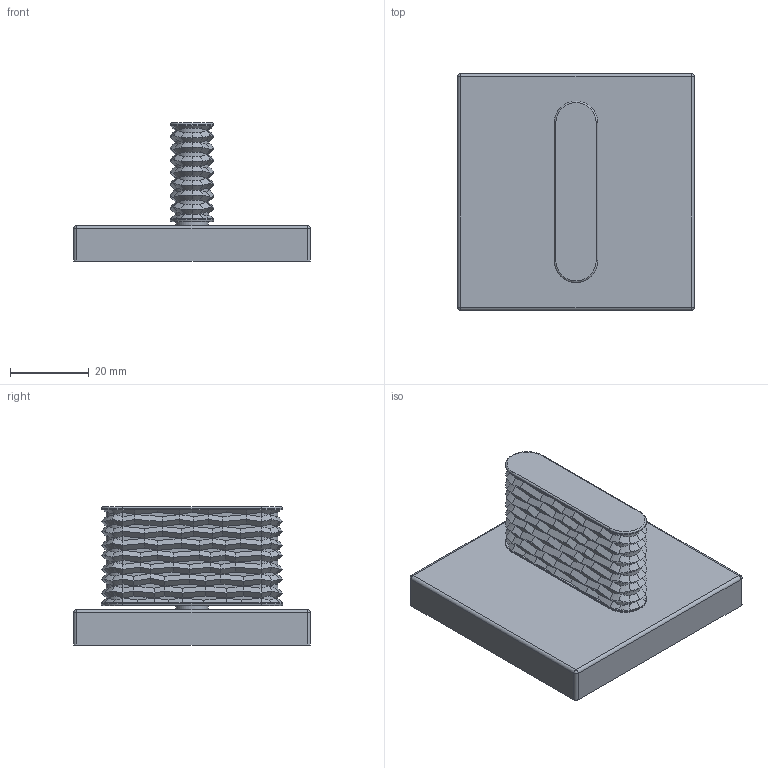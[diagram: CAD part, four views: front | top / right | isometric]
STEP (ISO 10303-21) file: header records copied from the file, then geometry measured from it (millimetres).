
FILE_DESCRIPTION (( 'STEP AP203' ), '1' );
FILE_NAME ('36627705-00.STEP', '2019-09-13T08:51:07', ( '' ), ( '' ), 'SwSTEP 2.0', 'SolidWorks 2017', '' );
FILE_SCHEMA (( 'CONFIG_CONTROL_DESIGN' ));
Length unit declared in the file: millimetre
Products named in the file (3): Planungsmodell_Rosette-+-09.27.78.033-01_K1; Planungsmodell_Griff-+-09.20.70.053.90-01_K3; 36627705-00
Assembly tree (2 placements, depth 2):
  36627705-00
    Planungsmodell_Rosette-+-09.27.78.033-01_K1
    Planungsmodell_Griff-+-09.20.70.053.90-01_K3
Bounding box: 60 x 60 x 34.99 mm (x, y, z)
Volume: 42603.2 mm3; surface area: 13594.7 mm2
Topology: 2 solids, 2 shells, 636 faces, 1468 edges, 833 vertices
Faces by surface type: plane 351, bspline 216, cylinder 61, sphere 4, torus 4
Full cylindrical faces by diameter (mm): 8.2 x1
Entity records: 24527 total; most frequent: CARTESIAN_POINT 11929, ORIENTED_EDGE 2924, DIRECTION 1780, EDGE_CURVE 1462, VERTEX_POINT 832, VECTOR 806, LINE 806, EDGE_LOOP 638
